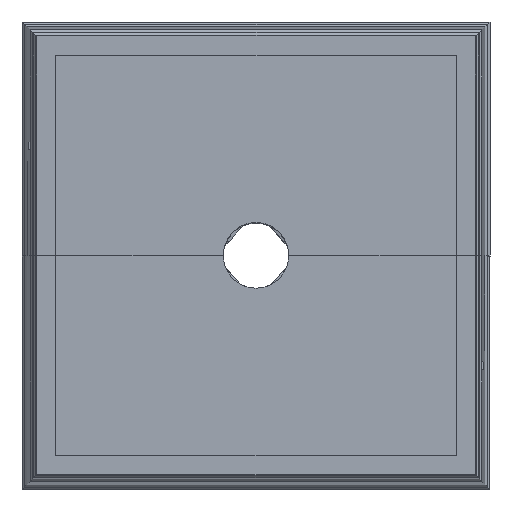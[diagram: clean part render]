
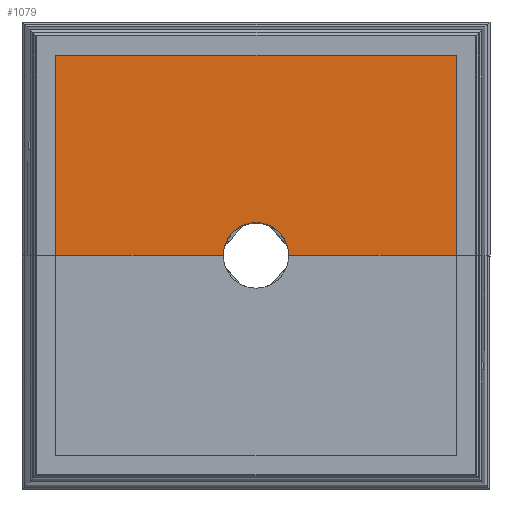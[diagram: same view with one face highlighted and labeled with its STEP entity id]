
A CAD part, top view. The second image highlights one B-rep face of the part: STEP entity #1079.
In plain terms, the highlighted planar face has unit normal (0, 0, 1).
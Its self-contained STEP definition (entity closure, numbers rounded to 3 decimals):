
#632=CIRCLE('',#4958,1.4);
#1079=ADVANCED_FACE('',(#1433),#1205,.T.);
#1205=PLANE('',#5053);
#1433=FACE_OUTER_BOUND('',#1667,.T.);
#1667=EDGE_LOOP('',(#2752,#2753,#2754,#2755,#2756,#2757));
#2752=ORIENTED_EDGE('',*,*,#3830,.F.);
#2753=ORIENTED_EDGE('',*,*,#4028,.T.);
#2754=ORIENTED_EDGE('',*,*,#4029,.T.);
#2755=ORIENTED_EDGE('',*,*,#3993,.T.);
#2756=ORIENTED_EDGE('',*,*,#4030,.T.);
#2757=ORIENTED_EDGE('',*,*,#4031,.T.);
#3266=VERTEX_POINT('',#7734);
#3267=VERTEX_POINT('',#7736);
#3382=VERTEX_POINT('',#8095);
#3383=VERTEX_POINT('',#8097);
#3402=VERTEX_POINT('',#8164);
#3403=VERTEX_POINT('',#8167);
#3830=EDGE_CURVE('',#3266,#3267,#632,.T.);
#3993=EDGE_CURVE('',#3383,#3382,#4320,.T.);
#4028=EDGE_CURVE('',#3266,#3402,#4355,.T.);
#4029=EDGE_CURVE('',#3402,#3383,#4356,.T.);
#4030=EDGE_CURVE('',#3382,#3403,#4357,.T.);
#4031=EDGE_CURVE('',#3403,#3267,#4358,.T.);
#4320=LINE('',#8096,#4668);
#4355=LINE('',#8163,#4703);
#4356=LINE('',#8165,#4704);
#4357=LINE('',#8166,#4705);
#4358=LINE('',#8168,#4706);
#4668=VECTOR('',#5981,1.);
#4703=VECTOR('',#6042,1.);
#4704=VECTOR('',#6043,1.);
#4705=VECTOR('',#6044,1.);
#4706=VECTOR('',#6045,1.);
#4958=AXIS2_PLACEMENT_3D('',#7735,#5694,#5695);
#5053=AXIS2_PLACEMENT_3D('',#8169,#6046,#6047);
#5694=DIRECTION('',(0.,0.,1.));
#5695=DIRECTION('',(0.,-1.,0.));
#5981=DIRECTION('',(1.,0.,0.));
#6042=DIRECTION('',(-1.,0.,0.));
#6043=DIRECTION('',(0.,-1.,0.));
#6044=DIRECTION('',(0.,1.,0.));
#6045=DIRECTION('',(-1.,0.,0.));
#6046=DIRECTION('',(0.,0.,1.));
#6047=DIRECTION('',(-1.,0.,0.));
#7734=CARTESIAN_POINT('',(-1.4,0.,17.7));
#7735=CARTESIAN_POINT('',(0.,0.,17.7));
#7736=CARTESIAN_POINT('',(1.4,0.,17.7));
#8095=CARTESIAN_POINT('',(8.55,-8.55,17.7));
#8096=CARTESIAN_POINT('',(-8.55,-8.55,17.7));
#8097=CARTESIAN_POINT('',(-8.55,-8.55,17.7));
#8163=CARTESIAN_POINT('',(0.,0.,17.7));
#8164=CARTESIAN_POINT('',(-8.55,0.,17.7));
#8165=CARTESIAN_POINT('',(-8.55,8.55,17.7));
#8166=CARTESIAN_POINT('',(8.55,-8.55,17.7));
#8167=CARTESIAN_POINT('',(8.55,0.,17.7));
#8168=CARTESIAN_POINT('',(0.,0.,17.7));
#8169=CARTESIAN_POINT('',(0.,0.,17.7));
